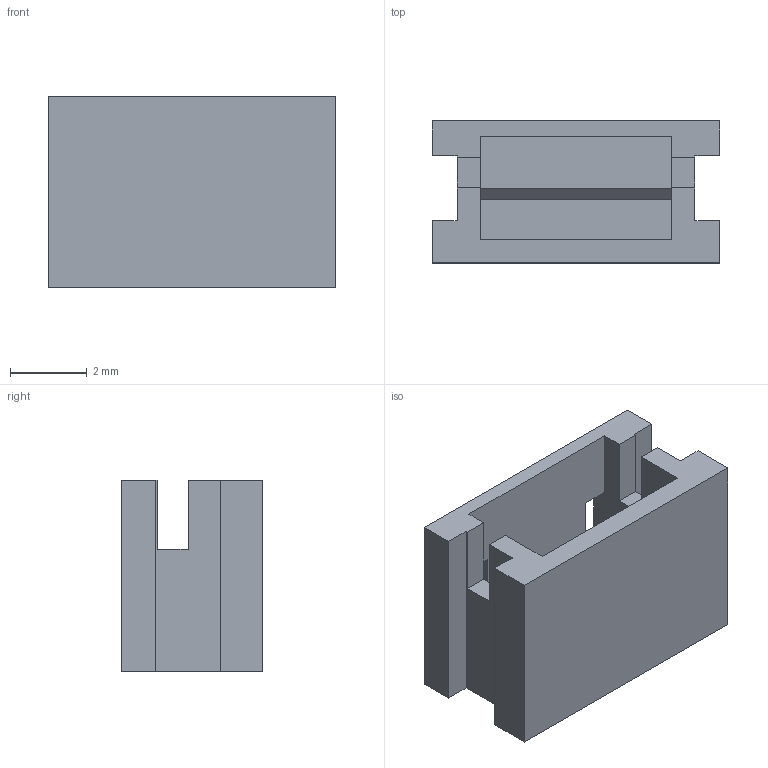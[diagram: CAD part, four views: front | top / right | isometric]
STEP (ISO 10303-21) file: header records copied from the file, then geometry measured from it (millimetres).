
FILE_DESCRIPTION( ( '' ), ' ' );
FILE_NAME( '5c3fd30c35bdfb14dfe13c22.step', '2019-01-17T00:57:49', ( '' ), ( '' ), ' ', ' ', ' ' );
FILE_SCHEMA( ( 'AUTOMOTIVE_DESIGN { 1 0 10303 214 1 1 1 1 }' ) );
Length unit declared in the file: metre
Products named in the file (1): Open CASCADE STEP translator 6.8 1
Bounding box: 7.5 x 3.7 x 5 mm (x, y, z)
Volume: 80.5 mm3; surface area: 226.7 mm2
Topology: 1 solids, 1 shells, 34 faces, 106 edges, 70 vertices
Faces by surface type: plane 34
Entity records: 1980 total; most frequent: ORIENTED_EDGE 212, CARTESIAN_POINT 211, DIRECTION 176, STYLED_ITEM 140, PRESENTATION_STYLE_ASSIGNMENT 140, COLOUR_RGB 140, EDGE_CURVE 106, CURVE_STYLE 106
